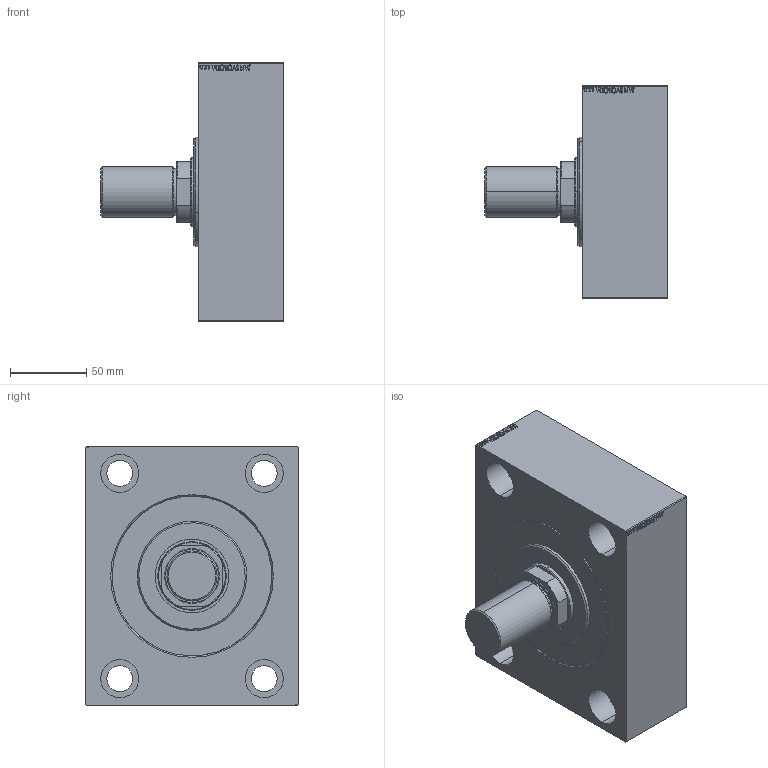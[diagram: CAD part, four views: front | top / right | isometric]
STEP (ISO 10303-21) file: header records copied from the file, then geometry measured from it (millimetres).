
FILE_DESCRIPTION (( 'STEP AP203' ), '1' );
FILE_NAME ('d948.STEP', '2021-11-01T21:55:14', ( '' ), ( '' ), 'SwSTEP 2.0', 'SolidWorks 2019', '' );
FILE_SCHEMA (( 'CONFIG_CONTROL_DESIGN' ));
Length unit declared in the file: millimetre
Products named in the file (5): V450CM_C_VCP d83136d52139c628d8350b6ef587fa38; d948; V450CM_VC_B d83136d52139c628d8350b6ef587fa38; V450CM_MALE_METRIC d83136d52139c628d8350b6ef587fa38; V450CM_C d83136d52139c628d8350b6ef587fa38
Assembly tree (4 placements, depth 2):
  d948
    V450CM_C d83136d52139c628d8350b6ef587fa38
    V450CM_C_VCP d83136d52139c628d8350b6ef587fa38
    V450CM_VC_B d83136d52139c628d8350b6ef587fa38
    V450CM_MALE_METRIC d83136d52139c628d8350b6ef587fa38
Bounding box: 120 x 140 x 170 mm (x, y, z)
Volume: 1214748.7 mm3; surface area: 177361.9 mm2
Topology: 4 solids, 4 shells, 876 faces, 2251 edges, 1491 vertices
Faces by surface type: plane 415, bspline 380, cylinder 61, cone 18, torus 2
Entity records: 44516 total; most frequent: CARTESIAN_POINT 25123, ORIENTED_EDGE 4498, DIRECTION 2655, EDGE_CURVE 2249, VERTEX_POINT 1491, LINE 1313, VECTOR 1313, EDGE_LOOP 1000
